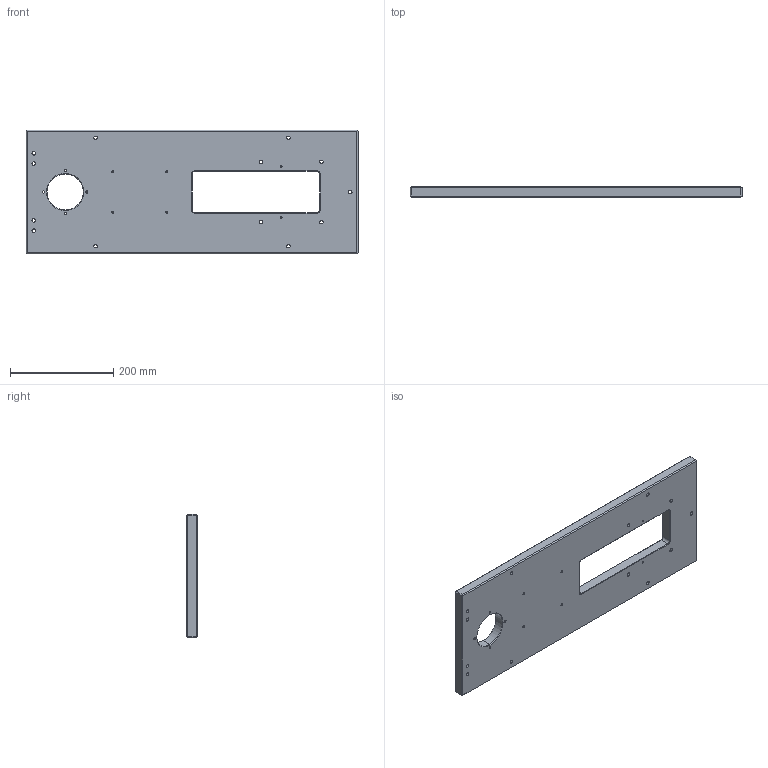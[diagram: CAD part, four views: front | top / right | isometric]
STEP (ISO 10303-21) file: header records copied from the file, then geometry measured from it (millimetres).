
FILE_DESCRIPTION (( 'STEP AP203' ), '1' );
FILE_NAME ('MS001-B.03.002JS.1.1 焊接框架上支撑板.step', '2021-08-27T10:50:56', ( 'Windows User' ), ( 'P R C' ), 'SwSTEP 2.0', 'SolidWorks 2016', '' );
FILE_SCHEMA (( 'CONFIG_CONTROL_DESIGN' ));
Length unit declared in the file: millimetre
Products named in the file (1): MS001-B.03.002JS.1.1 焊接框架上支撑板
Bounding box: 644 x 20 x 240 mm (x, y, z)
Volume: 2599752.1 mm3; surface area: 316185.4 mm2
Topology: 1 solids, 1 shells, 151 faces, 416 edges, 268 vertices
Faces by surface type: plane 64, cylinder 52, cone 20, bspline 15
Entity records: 5402 total; most frequent: CARTESIAN_POINT 1382, ORIENTED_EDGE 832, DIRECTION 781, EDGE_CURVE 416, VERTEX_POINT 268, AXIS2_PLACEMENT_3D 261, LINE 259, VECTOR 259
